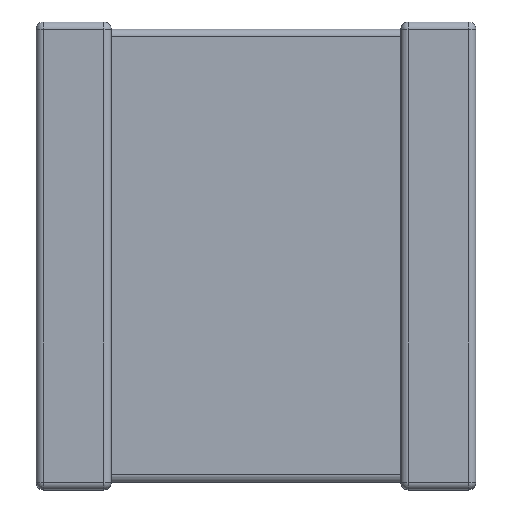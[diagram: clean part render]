
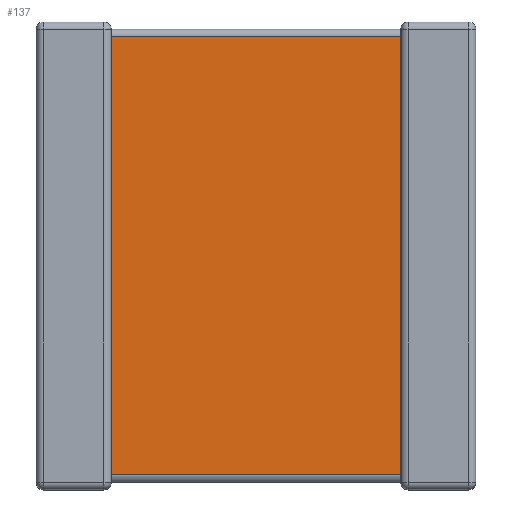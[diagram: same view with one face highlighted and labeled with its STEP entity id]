
A CAD part, top view. The second image highlights one B-rep face of the part: STEP entity #137.
In plain terms, the highlighted planar face has unit normal (0, 0, 1).
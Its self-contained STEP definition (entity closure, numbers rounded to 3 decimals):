
#72=CARTESIAN_POINT('',(-1.965,2.975,2.69));
#73=VERTEX_POINT('',#72);
#81=CARTESIAN_POINT('',(1.965,2.975,2.69));
#82=VERTEX_POINT('',#81);
#83=CARTESIAN_POINT('',(-1.965,2.975,2.69));
#84=DIRECTION('',(1.0,0.0,0.0));
#85=VECTOR('',#84,3.93);
#86=LINE('',#83,#85);
#87=EDGE_CURVE('',#73,#82,#86,.T.);
#107=CARTESIAN_POINT('',(1.965,3.075,2.69));
#108=DIRECTION('',(0.0,0.0,1.0));
#109=DIRECTION('',(1.0,0.0,0.0));
#110=AXIS2_PLACEMENT_3D('',#107,#108,#109);
#111=PLANE('',#110);
#112=ORIENTED_EDGE('',*,*,#87,.F.);
#113=CARTESIAN_POINT('',(-1.965,-2.975,2.69));
#114=VERTEX_POINT('',#113);
#115=CARTESIAN_POINT('',(-1.965,2.975,2.69));
#116=DIRECTION('',(0.0,-1.0,0.0));
#117=VECTOR('',#116,5.95);
#118=LINE('',#115,#117);
#119=EDGE_CURVE('',#73,#114,#118,.T.);
#120=ORIENTED_EDGE('',*,*,#119,.T.);
#121=CARTESIAN_POINT('',(1.965,-2.975,2.69));
#122=VERTEX_POINT('',#121);
#123=CARTESIAN_POINT('',(1.965,-2.975,2.69));
#124=DIRECTION('',(-1.0,0.0,0.0));
#125=VECTOR('',#124,3.93);
#126=LINE('',#123,#125);
#127=EDGE_CURVE('',#122,#114,#126,.T.);
#128=ORIENTED_EDGE('',*,*,#127,.F.);
#129=CARTESIAN_POINT('',(1.965,2.975,2.69));
#130=DIRECTION('',(0.0,-1.0,0.0));
#131=VECTOR('',#130,5.95);
#132=LINE('',#129,#131);
#133=EDGE_CURVE('',#82,#122,#132,.T.);
#134=ORIENTED_EDGE('',*,*,#133,.F.);
#135=EDGE_LOOP('',(#112,#120,#128,#134));
#136=FACE_OUTER_BOUND('',#135,.T.);
#137=ADVANCED_FACE('',(#136),#111,.T.);
